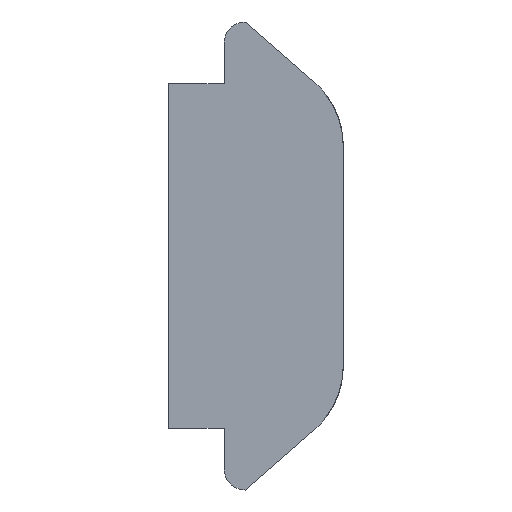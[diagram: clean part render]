
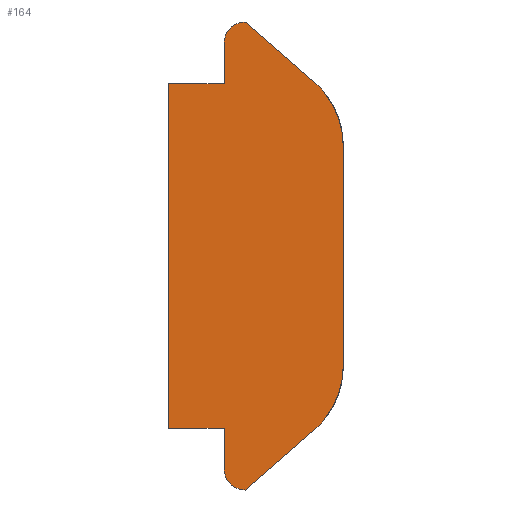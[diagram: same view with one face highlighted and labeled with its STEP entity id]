
A CAD part, left-side view. The second image highlights one B-rep face of the part: STEP entity #164.
In plain terms, the highlighted planar face has unit normal (-1, 0, 0).
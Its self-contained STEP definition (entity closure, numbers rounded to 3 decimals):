
#17 = VERTEX_POINT ( 'NONE', #655 ) ;
#26 = VERTEX_POINT ( 'NONE', #441 ) ;
#34 = ORIENTED_EDGE ( 'NONE', *, *, #439, .F. ) ;
#45 = VERTEX_POINT ( 'NONE', #149 ) ;
#53 = CARTESIAN_POINT ( 'NONE',  ( -10., 1.3, -4.05 ) ) ;
#58 = EDGE_CURVE ( 'NONE', #130, #72, #177, .T. ) ;
#60 = LINE ( 'NONE', #546, #387 ) ;
#72 = VERTEX_POINT ( 'NONE', #489 ) ;
#76 = EDGE_CURVE ( 'NONE', #26, #130, #201, .T. ) ;
#78 = VERTEX_POINT ( 'NONE', #717 ) ;
#79 = VERTEX_POINT ( 'NONE', #206 ) ;
#86 = CARTESIAN_POINT ( 'NONE',  ( -10., -0.5, 5.5 ) ) ;
#99 = DIRECTION ( 'NONE',  ( 1., 0., 0. ) ) ;
#100 = CARTESIAN_POINT ( 'NONE',  ( -10., -0.5, -5. ) ) ;
#111 = DIRECTION ( 'NONE',  ( 0., -1., 0. ) ) ;
#113 = CIRCLE ( 'NONE', #474, 2. ) ;
#115 = DIRECTION ( 'NONE',  ( 1., 0., 0. ) ) ;
#122 = VECTOR ( 'NONE', #335, 1000. ) ;
#130 = VERTEX_POINT ( 'NONE', #338 ) ;
#133 = VERTEX_POINT ( 'NONE', #458 ) ;
#140 = ORIENTED_EDGE ( 'NONE', *, *, #723, .F. ) ;
#148 = VERTEX_POINT ( 'NONE', #669 ) ;
#149 = CARTESIAN_POINT ( 'NONE',  ( -10., -2.8, -2.589 ) ) ;
#151 = EDGE_CURVE ( 'NONE', #45, #26, #696, .T. ) ;
#163 = CARTESIAN_POINT ( 'NONE',  ( -10., -0.8, 2.589 ) ) ;
#164 = ADVANCED_FACE ( 'PLANAR_10', ( #558 ), #448, .F. ) ;
#166 = DIRECTION ( 'NONE',  ( 0., 0., -1. ) ) ;
#167 = VECTOR ( 'NONE', #272, 1000. ) ;
#168 = DIRECTION ( 'NONE',  ( 0., 0., -1. ) ) ;
#175 = ORIENTED_EDGE ( 'NONE', *, *, #58, .F. ) ;
#177 = CIRCLE ( 'NONE', #588, 0.5 ) ;
#178 = ORIENTED_EDGE ( 'NONE', *, *, #695, .F. ) ;
#180 = VECTOR ( 'NONE', #111, 1000. ) ;
#190 = VERTEX_POINT ( 'NONE', #446 ) ;
#195 = CARTESIAN_POINT ( 'NONE',  ( -10., 0., 4.05 ) ) ;
#198 = ORIENTED_EDGE ( 'NONE', *, *, #637, .F. ) ;
#201 = LINE ( 'NONE', #714, #417 ) ;
#206 = CARTESIAN_POINT ( 'NONE',  ( -10., -0.5, 5.5 ) ) ;
#207 = EDGE_CURVE ( 'NONE', #78, #17, #113, .T. ) ;
#212 = DIRECTION ( 'NONE',  ( 0., 0., 1. ) ) ;
#214 = DIRECTION ( 'NONE',  ( 0., 0., 1. ) ) ;
#234 = CARTESIAN_POINT ( 'NONE',  ( -10., -0.5, 5. ) ) ;
#238 = ORIENTED_EDGE ( 'NONE', *, *, #207, .F. ) ;
#240 = EDGE_CURVE ( 'NONE', #711, #190, #604, .T. ) ;
#250 = ORIENTED_EDGE ( 'NONE', *, *, #440, .F. ) ;
#253 = ORIENTED_EDGE ( 'NONE', *, *, #151, .F. ) ;
#256 = ORIENTED_EDGE ( 'NONE', *, *, #76, .F. ) ;
#267 = CARTESIAN_POINT ( 'NONE',  ( -10., 0., 5. ) ) ;
#272 = DIRECTION ( 'NONE',  ( 0., 1., 0. ) ) ;
#278 = VECTOR ( 'NONE', #214, 1000. ) ;
#289 = VECTOR ( 'NONE', #315, 1000. ) ;
#305 = LINE ( 'NONE', #86, #289 ) ;
#315 = DIRECTION ( 'NONE',  ( 0., -0.755, -0.656 ) ) ;
#324 = DIRECTION ( 'NONE',  ( 0., 0., -1. ) ) ;
#326 = CARTESIAN_POINT ( 'NONE',  ( -10., 0., -4.05 ) ) ;
#335 = DIRECTION ( 'NONE',  ( 0., 0., 1. ) ) ;
#338 = CARTESIAN_POINT ( 'NONE',  ( -10., -0.5, -5.5 ) ) ;
#344 = DIRECTION ( 'NONE',  ( 0., 0., -1. ) ) ;
#387 = VECTOR ( 'NONE', #168, 1000. ) ;
#390 = DIRECTION ( 'NONE',  ( 0., 0., -1. ) ) ;
#399 = DIRECTION ( 'NONE',  ( 1., 0., 0. ) ) ;
#417 = VECTOR ( 'NONE', #433, 1000. ) ;
#430 = AXIS2_PLACEMENT_3D ( 'NONE', #234, #115, #672 ) ;
#431 = AXIS2_PLACEMENT_3D ( 'NONE', #720, #99, #324 ) ;
#433 = DIRECTION ( 'NONE',  ( 0., 0.755, -0.656 ) ) ;
#437 = DIRECTION ( 'NONE',  ( 1., 0., 0. ) ) ;
#439 = EDGE_CURVE ( 'NONE', #133, #539, #540, .T. ) ;
#440 = EDGE_CURVE ( 'NONE', #539, #79, #565, .T. ) ;
#441 = CARTESIAN_POINT ( 'NONE',  ( -10., -2.112, -4.098 ) ) ;
#446 = CARTESIAN_POINT ( 'NONE',  ( -10., 1.3, 4.05 ) ) ;
#448 = PLANE ( 'NONE',  #430 ) ;
#455 = CARTESIAN_POINT ( 'NONE',  ( -10., -0.8, -2.589 ) ) ;
#456 = CARTESIAN_POINT ( 'NONE',  ( -10., 1.3, 4.05 ) ) ;
#458 = CARTESIAN_POINT ( 'NONE',  ( -10., 0., 4.05 ) ) ;
#474 = AXIS2_PLACEMENT_3D ( 'NONE', #163, #615, #344 ) ;
#476 = ORIENTED_EDGE ( 'NONE', *, *, #240, .F. ) ;
#487 = LINE ( 'NONE', #715, #278 ) ;
#489 = CARTESIAN_POINT ( 'NONE',  ( -10., 0., -5. ) ) ;
#526 = EDGE_LOOP ( 'NONE', ( #250, #34, #178, #476, #716, #703, #175, #256, #253, #198, #238, #140 ) ) ;
#539 = VERTEX_POINT ( 'NONE', #267 ) ;
#540 = LINE ( 'NONE', #195, #698 ) ;
#546 = CARTESIAN_POINT ( 'NONE',  ( -10., -2.8, 2.589 ) ) ;
#551 = AXIS2_PLACEMENT_3D ( 'NONE', #455, #399, #166 ) ;
#553 = EDGE_CURVE ( 'NONE', #148, #711, #667, .T. ) ;
#558 = FACE_OUTER_BOUND ( 'NONE', #526, .T. ) ;
#561 = EDGE_CURVE ( 'NONE', #72, #148, #487, .T. ) ;
#565 = CIRCLE ( 'NONE', #431, 0.5 ) ;
#586 = CARTESIAN_POINT ( 'NONE',  ( -10., 1.3, -4.05 ) ) ;
#588 = AXIS2_PLACEMENT_3D ( 'NONE', #100, #437, #390 ) ;
#604 = LINE ( 'NONE', #53, #122 ) ;
#606 = LINE ( 'NONE', #456, #180 ) ;
#615 = DIRECTION ( 'NONE',  ( 1., 0., 0. ) ) ;
#637 = EDGE_CURVE ( 'NONE', #17, #45, #60, .T. ) ;
#655 = CARTESIAN_POINT ( 'NONE',  ( -10., -2.8, 2.589 ) ) ;
#667 = LINE ( 'NONE', #326, #167 ) ;
#669 = CARTESIAN_POINT ( 'NONE',  ( -10., 0., -4.05 ) ) ;
#672 = DIRECTION ( 'NONE',  ( 0., 0., -1. ) ) ;
#695 = EDGE_CURVE ( 'NONE', #190, #133, #606, .T. ) ;
#696 = CIRCLE ( 'NONE', #551, 2. ) ;
#698 = VECTOR ( 'NONE', #212, 1000. ) ;
#703 = ORIENTED_EDGE ( 'NONE', *, *, #561, .F. ) ;
#711 = VERTEX_POINT ( 'NONE', #586 ) ;
#714 = CARTESIAN_POINT ( 'NONE',  ( -10., -2.112, -4.098 ) ) ;
#715 = CARTESIAN_POINT ( 'NONE',  ( -10., 0., -5. ) ) ;
#716 = ORIENTED_EDGE ( 'NONE', *, *, #553, .F. ) ;
#717 = CARTESIAN_POINT ( 'NONE',  ( -10., -2.112, 4.098 ) ) ;
#720 = CARTESIAN_POINT ( 'NONE',  ( -10., -0.5, 5. ) ) ;
#723 = EDGE_CURVE ( 'NONE', #79, #78, #305, .T. ) ;
